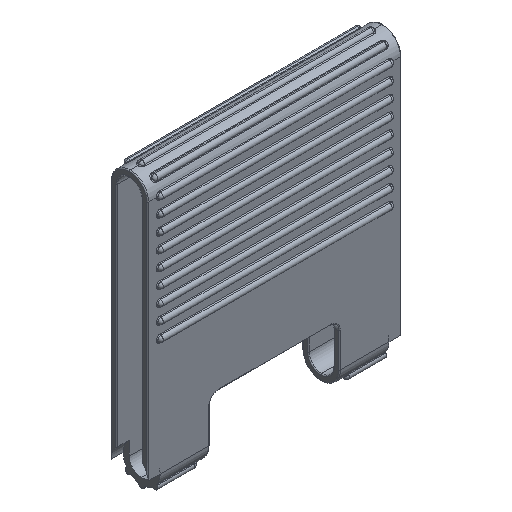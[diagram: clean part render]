
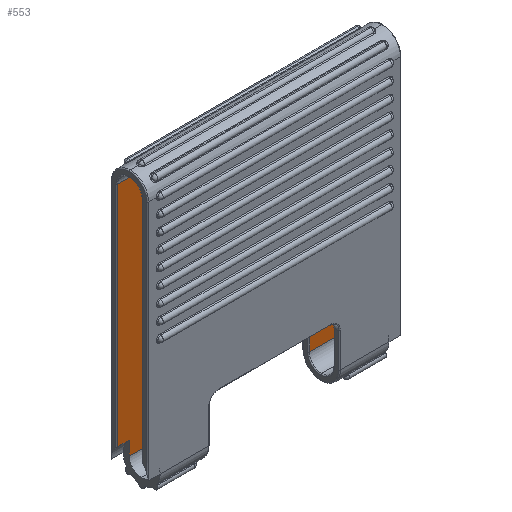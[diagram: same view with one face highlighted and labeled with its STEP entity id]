
A CAD part, isometric view. The second image highlights one B-rep face of the part: STEP entity #553.
In plain terms, the highlighted planar face has unit normal (0, -1, 0).
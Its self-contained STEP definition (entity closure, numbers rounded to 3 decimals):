
#66 = VERTEX_POINT('',#67);
#67 = CARTESIAN_POINT('',(-10.65,5.,-42.));
#107 = VERTEX_POINT('',#108);
#108 = CARTESIAN_POINT('',(-18.5,5.,-42.));
#115 = EDGE_CURVE('',#107,#66,#116,.T.);
#116 = LINE('',#117,#118);
#117 = CARTESIAN_POINT('',(-20.5,5.,-42.));
#118 = VECTOR('',#119,1.);
#119 = DIRECTION('',(1.,0.,0.));
#314 = VERTEX_POINT('',#315);
#315 = CARTESIAN_POINT('',(-18.5,5.,-39.764));
#322 = EDGE_CURVE('',#314,#107,#323,.T.);
#323 = LINE('',#324,#325);
#324 = CARTESIAN_POINT('',(-18.5,5.,-42.264));
#325 = VECTOR('',#326,1.);
#326 = DIRECTION('',(0.,0.,-1.));
#453 = VERTEX_POINT('',#454);
#454 = CARTESIAN_POINT('',(-10.65,5.,-36.5));
#461 = EDGE_CURVE('',#66,#453,#462,.T.);
#462 = LINE('',#463,#464);
#463 = CARTESIAN_POINT('',(-10.65,5.,-42.));
#464 = VECTOR('',#465,1.);
#465 = DIRECTION('',(0.,0.,1.));
#553 = ADVANCED_FACE('',(#554),#647,.F.);
#554 = FACE_BOUND('',#555,.F.);
#555 = EDGE_LOOP('',(#556,#566,#574,#582,#590,#598,#606,#614,#623,#631,
    #638,#639,#640,#641));
#556 = ORIENTED_EDGE('',*,*,#557,.F.);
#557 = EDGE_CURVE('',#558,#560,#562,.T.);
#558 = VERTEX_POINT('',#559);
#559 = CARTESIAN_POINT('',(-20.35,5.,-3.));
#560 = VERTEX_POINT('',#561);
#561 = CARTESIAN_POINT('',(-20.35,5.,-39.764));
#562 = LINE('',#563,#564);
#563 = CARTESIAN_POINT('',(-20.35,5.,-42.));
#564 = VECTOR('',#565,1.);
#565 = DIRECTION('',(0.,0.,-1.));
#566 = ORIENTED_EDGE('',*,*,#567,.T.);
#567 = EDGE_CURVE('',#558,#568,#570,.T.);
#568 = VERTEX_POINT('',#569);
#569 = CARTESIAN_POINT('',(20.35,5.,-3.));
#570 = LINE('',#571,#572);
#571 = CARTESIAN_POINT('',(-20.5,5.,-3.));
#572 = VECTOR('',#573,1.);
#573 = DIRECTION('',(1.,0.,0.));
#574 = ORIENTED_EDGE('',*,*,#575,.F.);
#575 = EDGE_CURVE('',#576,#568,#578,.T.);
#576 = VERTEX_POINT('',#577);
#577 = CARTESIAN_POINT('',(20.35,5.,-39.764));
#578 = LINE('',#579,#580);
#579 = CARTESIAN_POINT('',(20.35,5.,-42.));
#580 = VECTOR('',#581,1.);
#581 = DIRECTION('',(0.,0.,1.));
#582 = ORIENTED_EDGE('',*,*,#583,.F.);
#583 = EDGE_CURVE('',#584,#576,#586,.T.);
#584 = VERTEX_POINT('',#585);
#585 = CARTESIAN_POINT('',(18.5,5.,-39.764));
#586 = LINE('',#587,#588);
#587 = CARTESIAN_POINT('',(20.5,5.,-39.764));
#588 = VECTOR('',#589,1.);
#589 = DIRECTION('',(1.,0.,0.));
#590 = ORIENTED_EDGE('',*,*,#591,.T.);
#591 = EDGE_CURVE('',#584,#592,#594,.T.);
#592 = VERTEX_POINT('',#593);
#593 = CARTESIAN_POINT('',(18.5,5.,-42.));
#594 = LINE('',#595,#596);
#595 = CARTESIAN_POINT('',(18.5,5.,-42.382));
#596 = VECTOR('',#597,1.);
#597 = DIRECTION('',(0.,0.,-1.));
#598 = ORIENTED_EDGE('',*,*,#599,.F.);
#599 = EDGE_CURVE('',#600,#592,#602,.T.);
#600 = VERTEX_POINT('',#601);
#601 = CARTESIAN_POINT('',(10.65,5.,-42.));
#602 = LINE('',#603,#604);
#603 = CARTESIAN_POINT('',(-20.5,5.,-42.));
#604 = VECTOR('',#605,1.);
#605 = DIRECTION('',(1.,0.,0.));
#606 = ORIENTED_EDGE('',*,*,#607,.F.);
#607 = EDGE_CURVE('',#608,#600,#610,.T.);
#608 = VERTEX_POINT('',#609);
#609 = CARTESIAN_POINT('',(10.65,5.,-36.5));
#610 = LINE('',#611,#612);
#611 = CARTESIAN_POINT('',(10.65,5.,-42.));
#612 = VECTOR('',#613,1.);
#613 = DIRECTION('',(0.,0.,-1.));
#614 = ORIENTED_EDGE('',*,*,#615,.F.);
#615 = EDGE_CURVE('',#616,#608,#618,.T.);
#616 = VERTEX_POINT('',#617);
#617 = CARTESIAN_POINT('',(9.,5.,-34.85));
#618 = CIRCLE('',#619,1.65);
#619 = AXIS2_PLACEMENT_3D('',#620,#621,#622);
#620 = CARTESIAN_POINT('',(9.,5.,-36.5));
#621 = DIRECTION('',(-0.,1.,0.));
#622 = DIRECTION('',(0.,0.,1.));
#623 = ORIENTED_EDGE('',*,*,#624,.F.);
#624 = EDGE_CURVE('',#625,#616,#627,.T.);
#625 = VERTEX_POINT('',#626);
#626 = CARTESIAN_POINT('',(-9.,5.,-34.85));
#627 = LINE('',#628,#629);
#628 = CARTESIAN_POINT('',(-20.5,5.,-34.85));
#629 = VECTOR('',#630,1.);
#630 = DIRECTION('',(1.,0.,0.));
#631 = ORIENTED_EDGE('',*,*,#632,.F.);
#632 = EDGE_CURVE('',#453,#625,#633,.T.);
#633 = CIRCLE('',#634,1.65);
#634 = AXIS2_PLACEMENT_3D('',#635,#636,#637);
#635 = CARTESIAN_POINT('',(-9.,5.,-36.5));
#636 = DIRECTION('',(-0.,1.,0.));
#637 = DIRECTION('',(0.,0.,1.));
#638 = ORIENTED_EDGE('',*,*,#461,.F.);
#639 = ORIENTED_EDGE('',*,*,#115,.F.);
#640 = ORIENTED_EDGE('',*,*,#322,.F.);
#641 = ORIENTED_EDGE('',*,*,#642,.T.);
#642 = EDGE_CURVE('',#314,#560,#643,.T.);
#643 = LINE('',#644,#645);
#644 = CARTESIAN_POINT('',(-20.5,5.,-39.764));
#645 = VECTOR('',#646,1.);
#646 = DIRECTION('',(-1.,0.,0.));
#647 = PLANE('',#648);
#648 = AXIS2_PLACEMENT_3D('',#649,#650,#651);
#649 = CARTESIAN_POINT('',(-20.5,5.,-42.));
#650 = DIRECTION('',(0.,1.,0.));
#651 = DIRECTION('',(0.,0.,1.));
